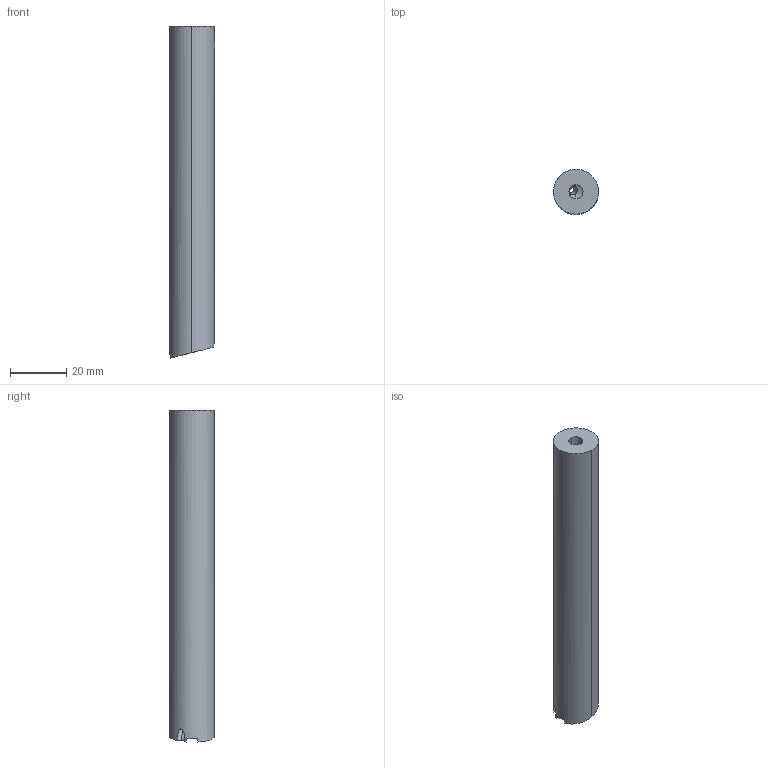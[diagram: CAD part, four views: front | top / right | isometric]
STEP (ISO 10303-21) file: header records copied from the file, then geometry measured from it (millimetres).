
FILE_DESCRIPTION(('no description'),'unknown implementation level');
FILE_NAME('D82035CA-2C59-40B8-AE4D-CAA188840D3A_export.stp',' ',('CIMSOURCE GmbH'),('CADClick - KiM GmbH - www.kimweb.de'),'unknown preprocess','ACIS','unknown authorization');
FILE_SCHEMA(('automotive_design'));
Length unit declared in the file: millimetre
Products named in the file (1): Schnitt-Rotation3
Bounding box: 16 x 16 x 118.02 mm (x, y, z)
Volume: 21025 mm3; surface area: 8092.6 mm2
Topology: 1 solids, 1 shells, 32 faces, 95 edges, 62 vertices
Faces by surface type: cylinder 15, plane 11, cone 6
Entity records: 2289 total; most frequent: CARTESIAN_POINT 400, STYLED_ITEM 190, PRESENTATION_STYLE_ASSIGNMENT 190, COLOUR_RGB 190, ORIENTED_EDGE 190, DIRECTION 162, EDGE_CURVE 95, CURVE_STYLE 95
